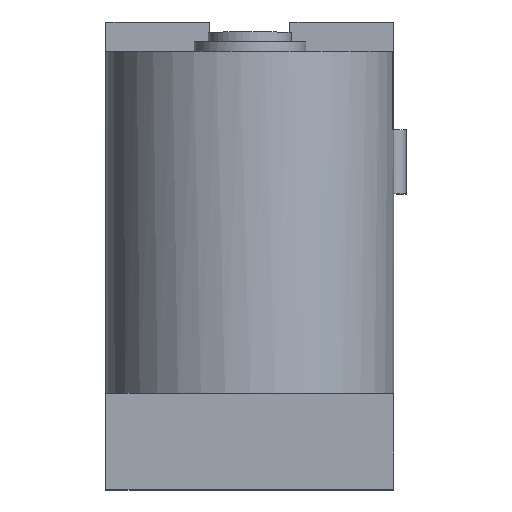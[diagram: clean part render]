
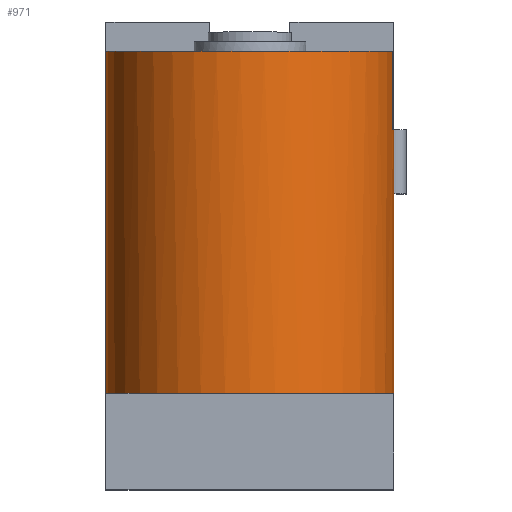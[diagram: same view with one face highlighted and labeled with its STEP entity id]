
A CAD part, top view. The second image highlights one B-rep face of the part: STEP entity #971.
In plain terms, the highlighted cylindrical face has radius 4.5 mm (diameter 9 mm), a partial arc.
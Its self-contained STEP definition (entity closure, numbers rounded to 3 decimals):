
#108=FACE_OUTER_BOUND('',#171,.T.);
#171=EDGE_LOOP('',(#845,#846,#847,#848,#849,#850));
#224=LINE('',#1469,#325);
#268=LINE('',#1585,#369);
#275=LINE('',#1599,#376);
#325=VECTOR('',#1179,1000.);
#369=VECTOR('',#1291,1000.);
#376=VECTOR('',#1302,1000.);
#403=CIRCLE('',#1022,4.5);
#418=CIRCLE('',#1066,4.5);
#419=CIRCLE('',#1067,4.5);
#445=VERTEX_POINT('',#1429);
#446=VERTEX_POINT('',#1431);
#460=VERTEX_POINT('',#1468);
#498=VERTEX_POINT('',#1583);
#502=VERTEX_POINT('',#1596);
#503=VERTEX_POINT('',#1598);
#541=EDGE_CURVE('',#445,#446,#403,.T.);
#559=EDGE_CURVE('',#460,#446,#224,.T.);
#617=EDGE_CURVE('',#498,#445,#268,.T.);
#624=EDGE_CURVE('',#503,#502,#275,.T.);
#628=EDGE_CURVE('',#503,#498,#418,.T.);
#629=EDGE_CURVE('',#460,#502,#419,.T.);
#845=ORIENTED_EDGE('',*,*,#617,.F.);
#846=ORIENTED_EDGE('',*,*,#628,.F.);
#847=ORIENTED_EDGE('',*,*,#624,.T.);
#848=ORIENTED_EDGE('',*,*,#629,.F.);
#849=ORIENTED_EDGE('',*,*,#559,.T.);
#850=ORIENTED_EDGE('',*,*,#541,.F.);
#930=CYLINDRICAL_SURFACE('',#1065,4.5);
#971=ADVANCED_FACE('',(#108),#930,.T.);
#1022=AXIS2_PLACEMENT_3D('',#1432,#1149,#1150);
#1065=AXIS2_PLACEMENT_3D('',#1605,#1306,#1307);
#1066=AXIS2_PLACEMENT_3D('',#1606,#1308,#1309);
#1067=AXIS2_PLACEMENT_3D('',#1607,#1310,#1311);
#1149=DIRECTION('center_axis',(0.,1.,0.));
#1150=DIRECTION('ref_axis',(-1.,0.,0.));
#1179=DIRECTION('',(0.,1.,0.));
#1291=DIRECTION('',(0.,1.,0.));
#1302=DIRECTION('',(0.,1.,0.));
#1306=DIRECTION('center_axis',(0.,1.,0.));
#1307=DIRECTION('ref_axis',(-1.,0.,0.));
#1308=DIRECTION('center_axis',(0.,-1.,0.));
#1309=DIRECTION('ref_axis',(-1.,0.,0.));
#1310=DIRECTION('center_axis',(0.,1.,0.));
#1311=DIRECTION('ref_axis',(-1.,0.,0.));
#1429=CARTESIAN_POINT('',(-4.499,5.779,6.265));
#1431=CARTESIAN_POINT('',(4.461,5.779,6.865));
#1432=CARTESIAN_POINT('Origin',(0.001,5.779,6.265));
#1468=CARTESIAN_POINT('',(4.461,3.329,6.865));
#1469=CARTESIAN_POINT('',(4.461,3.329,6.865));
#1583=CARTESIAN_POINT('',(-4.499,-4.921,6.265));
#1585=CARTESIAN_POINT('',(-4.499,-10.699,6.265));
#1596=CARTESIAN_POINT('',(4.501,3.329,6.265));
#1598=CARTESIAN_POINT('',(4.501,-4.921,6.265));
#1599=CARTESIAN_POINT('',(4.501,-4.921,6.265));
#1605=CARTESIAN_POINT('Origin',(0.001,-4.921,6.265));
#1606=CARTESIAN_POINT('Origin',(0.001,-4.921,6.265));
#1607=CARTESIAN_POINT('Origin',(0.001,3.329,6.265));
